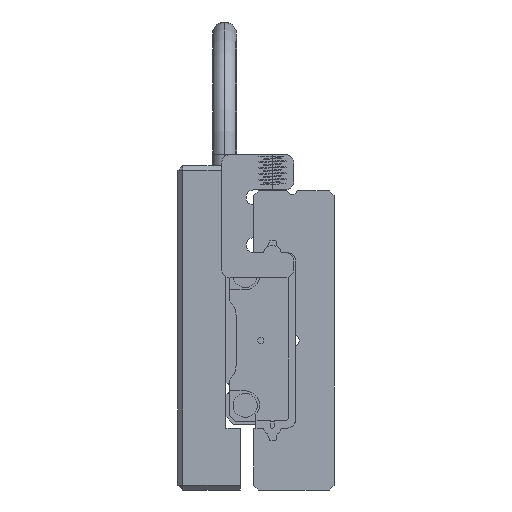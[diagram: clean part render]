
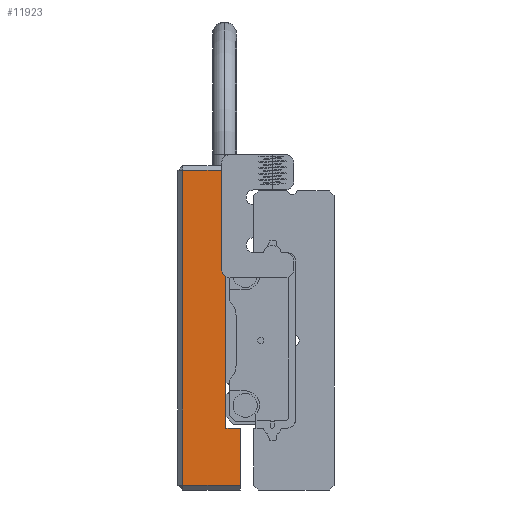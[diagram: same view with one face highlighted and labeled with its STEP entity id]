
A CAD part, left-side view. The second image highlights one B-rep face of the part: STEP entity #11923.
In plain terms, the highlighted face is planar.
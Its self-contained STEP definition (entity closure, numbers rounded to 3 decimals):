
#135 = CARTESIAN_POINT ( 'NONE',  ( 35., -1., -20.05 ) ) ;
#827 = VECTOR ( 'NONE', #2996, 1000. ) ;
#1090 = VERTEX_POINT ( 'NONE', #17427 ) ;
#1170 = VERTEX_POINT ( 'NONE', #32540 ) ;
#1531 = EDGE_CURVE ( 'NONE', #27943, #1090, #27297, .T. ) ;
#1776 = CARTESIAN_POINT ( 'NONE',  ( 35., 3.6, -0.4 ) ) ;
#2502 = CARTESIAN_POINT ( 'NONE',  ( 35., 0., 0. ) ) ;
#2962 = ORIENTED_EDGE ( 'NONE', *, *, #3173, .T. ) ;
#2996 = DIRECTION ( 'NONE',  ( 0., 1., 0. ) ) ;
#3173 = EDGE_CURVE ( 'NONE', #13882, #25518, #17263, .T. ) ;
#3560 = DIRECTION ( 'NONE',  ( 0., 1., 0. ) ) ;
#3575 = DIRECTION ( 'NONE',  ( -1., 0., 0. ) ) ;
#4240 = EDGE_CURVE ( 'NONE', #29589, #1170, #18140, .T. ) ;
#4642 = LINE ( 'NONE', #12347, #21807 ) ;
#5317 = LINE ( 'NONE', #20555, #19315 ) ;
#5929 = ORIENTED_EDGE ( 'NONE', *, *, #21048, .T. ) ;
#6232 = EDGE_LOOP ( 'NONE', ( #2962, #9197, #5929, #30457, #21396, #19006, #16602, #18156, #13036 ) ) ;
#6724 = CARTESIAN_POINT ( 'NONE',  ( 35., 0., -5.15 ) ) ;
#7378 = DIRECTION ( 'NONE',  ( 0., 0., -1. ) ) ;
#7750 = FACE_OUTER_BOUND ( 'NONE', #6232, .T. ) ;
#8103 = CARTESIAN_POINT ( 'NONE',  ( 35., -1.2, -27. ) ) ;
#8195 = VERTEX_POINT ( 'NONE', #6724 ) ;
#8811 = AXIS2_PLACEMENT_3D ( 'NONE', #10413, #3575, #28858 ) ;
#9197 = ORIENTED_EDGE ( 'NONE', *, *, #21985, .F. ) ;
#9563 = CARTESIAN_POINT ( 'NONE',  ( 35., -1.2, -26.6 ) ) ;
#10126 = CARTESIAN_POINT ( 'NONE',  ( 35., -1.2, -20.25 ) ) ;
#10282 = CARTESIAN_POINT ( 'NONE',  ( 35., -1.2, -5.15 ) ) ;
#10413 = CARTESIAN_POINT ( 'NONE',  ( 35., 4., 0. ) ) ;
#10489 = EDGE_CURVE ( 'NONE', #27943, #1170, #17825, .T. ) ;
#10492 = VERTEX_POINT ( 'NONE', #10282 ) ;
#11923 = ADVANCED_FACE ( 'NONE', ( #7750 ), #23163, .F. ) ;
#12347 = CARTESIAN_POINT ( 'NONE',  ( 35., -1.2, -5.15 ) ) ;
#12851 = VERTEX_POINT ( 'NONE', #27082 ) ;
#13036 = ORIENTED_EDGE ( 'NONE', *, *, #31757, .T. ) ;
#13237 = VECTOR ( 'NONE', #18825, 1000. ) ;
#13882 = VERTEX_POINT ( 'NONE', #1776 ) ;
#14268 = VECTOR ( 'NONE', #7378, 1000. ) ;
#14856 = DIRECTION ( 'NONE',  ( 0., 0., 1. ) ) ;
#15199 = LINE ( 'NONE', #15525, #15283 ) ;
#15221 = LINE ( 'NONE', #2502, #14268 ) ;
#15283 = VECTOR ( 'NONE', #17712, 1000. ) ;
#15525 = CARTESIAN_POINT ( 'NONE',  ( 35., 3.6, 0. ) ) ;
#15554 = EDGE_CURVE ( 'NONE', #29589, #12851, #5317, .T. ) ;
#16602 = ORIENTED_EDGE ( 'NONE', *, *, #4240, .F. ) ;
#16606 = CARTESIAN_POINT ( 'NONE',  ( 35., -1.2, -0.4 ) ) ;
#17263 = LINE ( 'NONE', #32696, #22317 ) ;
#17427 = CARTESIAN_POINT ( 'NONE',  ( 35., 0., -20.05 ) ) ;
#17442 = VECTOR ( 'NONE', #3560, 1000. ) ;
#17712 = DIRECTION ( 'NONE',  ( 0., 0., 1. ) ) ;
#17825 = LINE ( 'NONE', #10126, #29469 ) ;
#18140 = LINE ( 'NONE', #8103, #13237 ) ;
#18156 = ORIENTED_EDGE ( 'NONE', *, *, #15554, .T. ) ;
#18825 = DIRECTION ( 'NONE',  ( 0., 0., 1. ) ) ;
#19006 = ORIENTED_EDGE ( 'NONE', *, *, #10489, .T. ) ;
#19315 = VECTOR ( 'NONE', #20235, 1000. ) ;
#20235 = DIRECTION ( 'NONE',  ( 0., 1., 0. ) ) ;
#20555 = CARTESIAN_POINT ( 'NONE',  ( 35., 4., -26.6 ) ) ;
#21048 = EDGE_CURVE ( 'NONE', #10492, #8195, #25981, .T. ) ;
#21382 = EDGE_CURVE ( 'NONE', #8195, #1090, #15221, .T. ) ;
#21396 = ORIENTED_EDGE ( 'NONE', *, *, #1531, .F. ) ;
#21807 = VECTOR ( 'NONE', #14856, 1000. ) ;
#21985 = EDGE_CURVE ( 'NONE', #10492, #25518, #4642, .T. ) ;
#22317 = VECTOR ( 'NONE', #32372, 1000. ) ;
#23163 = PLANE ( 'NONE',  #8811 ) ;
#25518 = VERTEX_POINT ( 'NONE', #16606 ) ;
#25869 = DIRECTION ( 'NONE',  ( 0., -0.707, -0.707 ) ) ;
#25981 = LINE ( 'NONE', #31533, #17442 ) ;
#27082 = CARTESIAN_POINT ( 'NONE',  ( 35., 3.6, -26.6 ) ) ;
#27297 = LINE ( 'NONE', #28111, #827 ) ;
#27943 = VERTEX_POINT ( 'NONE', #135 ) ;
#28111 = CARTESIAN_POINT ( 'NONE',  ( 35., -1.2, -20.05 ) ) ;
#28858 = DIRECTION ( 'NONE',  ( 0., 0., 1. ) ) ;
#29469 = VECTOR ( 'NONE', #25869, 1000. ) ;
#29589 = VERTEX_POINT ( 'NONE', #9563 ) ;
#30457 = ORIENTED_EDGE ( 'NONE', *, *, #21382, .T. ) ;
#31533 = CARTESIAN_POINT ( 'NONE',  ( 35., -1.7, -5.15 ) ) ;
#31757 = EDGE_CURVE ( 'NONE', #12851, #13882, #15199, .T. ) ;
#32372 = DIRECTION ( 'NONE',  ( 0., -1., 0. ) ) ;
#32540 = CARTESIAN_POINT ( 'NONE',  ( 35., -1.2, -20.25 ) ) ;
#32696 = CARTESIAN_POINT ( 'NONE',  ( 35., 4., -0.4 ) ) ;
